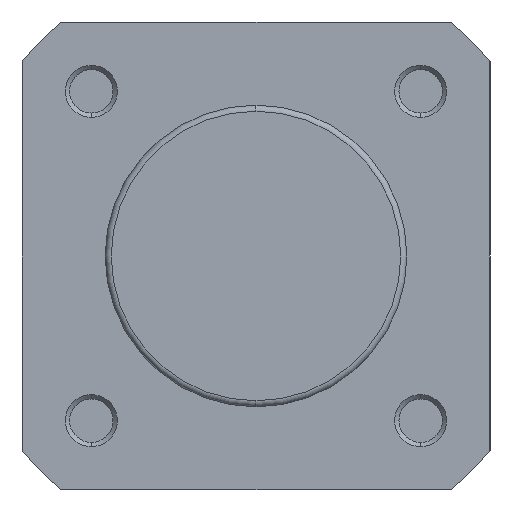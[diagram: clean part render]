
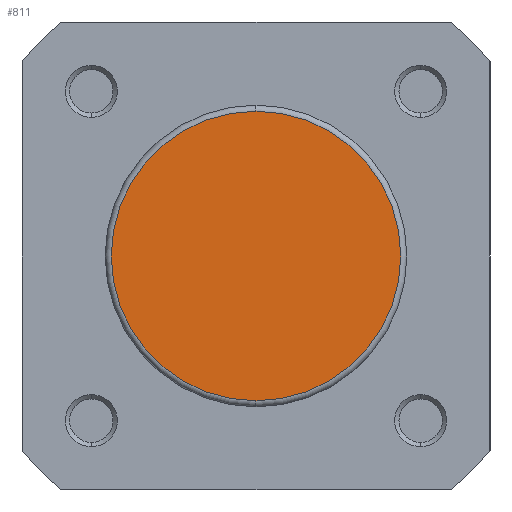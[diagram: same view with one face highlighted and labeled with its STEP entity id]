
A CAD part, left-side view. The second image highlights one B-rep face of the part: STEP entity #811.
In plain terms, the highlighted planar face has unit normal (-1, 0, 0).
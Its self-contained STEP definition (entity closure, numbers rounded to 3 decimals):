
#287 = AXIS2_PLACEMENT_3D ( 'NONE', #5333, #1370, #1371 ) ;
#385 = AXIS2_PLACEMENT_3D ( 'NONE', #2046, #2047, #2048 ) ;
#469 = AXIS2_PLACEMENT_3D ( 'NONE', #2445, #2452, #2453 ) ;
#811 = ADVANCED_FACE ( 'NONE', ( #3038 ), #5334, .T. ) ;
#879 = ORIENTED_EDGE ( 'NONE', *, *, #5401, .T. ) ;
#922 = ORIENTED_EDGE ( 'NONE', *, *, #5561, .T. ) ;
#1370 = DIRECTION ( 'NONE',  ( -1., 0., 0. ) ) ;
#1371 = DIRECTION ( 'NONE',  ( 0., 0., 1. ) ) ;
#1658 = CARTESIAN_POINT ( 'NONE',  ( 0., 0., -16.7 ) ) ;
#1704 = CARTESIAN_POINT ( 'NONE',  ( 0., 0., 16.7 ) ) ;
#2046 = CARTESIAN_POINT ( 'NONE',  ( 0., 0., 0. ) ) ;
#2047 = DIRECTION ( 'NONE',  ( -1., 0., 0. ) ) ;
#2048 = DIRECTION ( 'NONE',  ( 0., 0., 1. ) ) ;
#2445 = CARTESIAN_POINT ( 'NONE',  ( 0., 0., 0. ) ) ;
#2452 = DIRECTION ( 'NONE',  ( -1., 0., 0. ) ) ;
#2453 = DIRECTION ( 'NONE',  ( 0., 0., 1. ) ) ;
#3038 = FACE_OUTER_BOUND ( 'NONE', #4035, .T. ) ;
#3296 = CIRCLE ( 'NONE', #385, 16.7 ) ;
#3533 = CIRCLE ( 'NONE', #469, 16.7 ) ;
#4035 = EDGE_LOOP ( 'NONE', ( #879, #922 ) ) ;
#4196 = VERTEX_POINT ( 'NONE', #1658 ) ;
#4242 = VERTEX_POINT ( 'NONE', #1704 ) ;
#5333 = CARTESIAN_POINT ( 'NONE',  ( 0., -17.4, 0. ) ) ;
#5334 = PLANE ( 'NONE',  #287 ) ;
#5401 = EDGE_CURVE ( 'NONE', #4242, #4196, #3296, .T. ) ;
#5561 = EDGE_CURVE ( 'NONE', #4196, #4242, #3533, .T. ) ;
